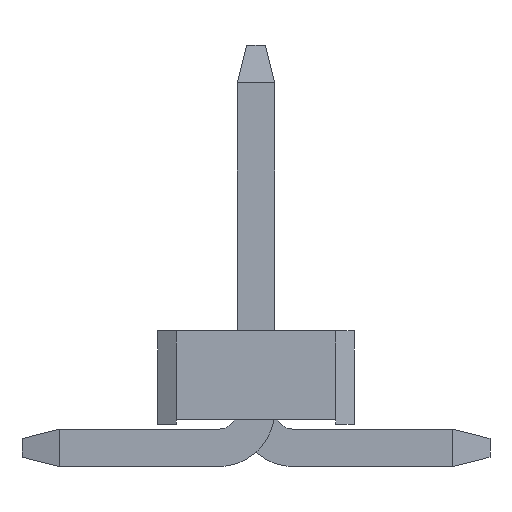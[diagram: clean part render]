
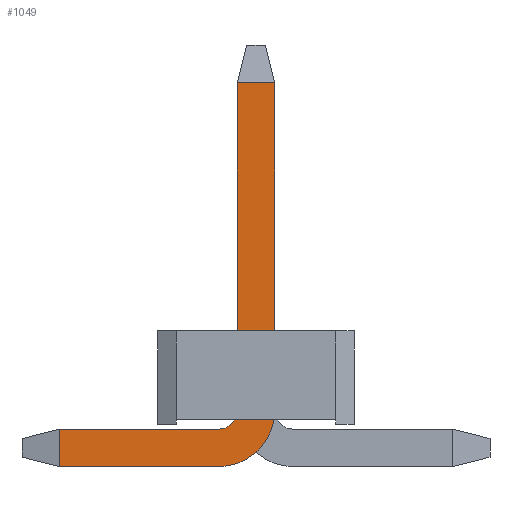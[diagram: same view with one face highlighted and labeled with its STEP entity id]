
A CAD part, front view. The second image highlights one B-rep face of the part: STEP entity #1049.
In plain terms, the highlighted planar face has unit normal (0, -1, 0).
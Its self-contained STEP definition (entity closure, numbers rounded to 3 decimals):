
#797 = EDGE_CURVE('',#798,#800,#802,.T.);
#798 = VERTEX_POINT('',#799);
#799 = CARTESIAN_POINT('',(-0.4,-0.835,0.4));
#800 = VERTEX_POINT('',#801);
#801 = CARTESIAN_POINT('',(-2.1,-0.835,0.4));
#802 = LINE('',#803,#804);
#803 = CARTESIAN_POINT('',(-0.4,-0.835,0.4));
#804 = VECTOR('',#805,1.);
#805 = DIRECTION('',(-1.,0.,0.));
#830 = VERTEX_POINT('',#831);
#831 = CARTESIAN_POINT('',(-0.4,-0.835,0.));
#837 = EDGE_CURVE('',#838,#830,#840,.T.);
#838 = VERTEX_POINT('',#839);
#839 = CARTESIAN_POINT('',(-2.1,-0.835,0.));
#840 = LINE('',#841,#842);
#841 = CARTESIAN_POINT('',(-2.5,-0.835,0.));
#842 = VECTOR('',#843,1.);
#843 = DIRECTION('',(1.,0.,0.));
#862 = VERTEX_POINT('',#863);
#863 = CARTESIAN_POINT('',(-0.2,-0.835,0.6));
#869 = EDGE_CURVE('',#798,#862,#870,.T.);
#870 = CIRCLE('',#871,0.2);
#871 = AXIS2_PLACEMENT_3D('',#872,#873,#874);
#872 = CARTESIAN_POINT('',(-0.4,-0.835,0.6));
#873 = DIRECTION('',(0.,-1.,0.));
#874 = DIRECTION('',(1.,0.,0.));
#887 = VERTEX_POINT('',#888);
#888 = CARTESIAN_POINT('',(0.2,-0.835,0.6));
#894 = EDGE_CURVE('',#830,#887,#895,.T.);
#895 = CIRCLE('',#896,0.6);
#896 = AXIS2_PLACEMENT_3D('',#897,#898,#899);
#897 = CARTESIAN_POINT('',(-0.4,-0.835,0.6));
#898 = DIRECTION('',(0.,-1.,0.));
#899 = DIRECTION('',(1.,0.,0.));
#909 = EDGE_CURVE('',#910,#862,#912,.T.);
#910 = VERTEX_POINT('',#911);
#911 = CARTESIAN_POINT('',(-0.2,-0.835,4.1));
#912 = LINE('',#913,#914);
#913 = CARTESIAN_POINT('',(-0.2,-0.835,4.5));
#914 = VECTOR('',#915,1.);
#915 = DIRECTION('',(0.,0.,-1.));
#934 = VERTEX_POINT('',#935);
#935 = CARTESIAN_POINT('',(0.2,-0.835,4.1));
#941 = EDGE_CURVE('',#887,#934,#942,.T.);
#942 = LINE('',#943,#944);
#943 = CARTESIAN_POINT('',(0.2,-0.835,0.6));
#944 = VECTOR('',#945,1.);
#945 = DIRECTION('',(0.,0.,1.));
#1049 = ADVANCED_FACE('',(#1050),#1070,.F.);
#1050 = FACE_BOUND('',#1051,.F.);
#1051 = EDGE_LOOP('',(#1052,#1053,#1059,#1060,#1061,#1062,#1068,#1069));
#1052 = ORIENTED_EDGE('',*,*,#837,.F.);
#1053 = ORIENTED_EDGE('',*,*,#1054,.F.);
#1054 = EDGE_CURVE('',#800,#838,#1055,.T.);
#1055 = LINE('',#1056,#1057);
#1056 = CARTESIAN_POINT('',(-2.1,-0.835,0.3));
#1057 = VECTOR('',#1058,1.);
#1058 = DIRECTION('',(0.,0.,-1.));
#1059 = ORIENTED_EDGE('',*,*,#797,.F.);
#1060 = ORIENTED_EDGE('',*,*,#869,.T.);
#1061 = ORIENTED_EDGE('',*,*,#909,.F.);
#1062 = ORIENTED_EDGE('',*,*,#1063,.F.);
#1063 = EDGE_CURVE('',#934,#910,#1064,.T.);
#1064 = LINE('',#1065,#1066);
#1065 = CARTESIAN_POINT('',(0.2,-0.835,4.1));
#1066 = VECTOR('',#1067,1.);
#1067 = DIRECTION('',(-1.,0.,0.));
#1068 = ORIENTED_EDGE('',*,*,#941,.F.);
#1069 = ORIENTED_EDGE('',*,*,#894,.F.);
#1070 = PLANE('',#1071);
#1071 = AXIS2_PLACEMENT_3D('',#1072,#1073,#1074);
#1072 = CARTESIAN_POINT('',(-0.513,-0.835,1.636));
#1073 = DIRECTION('',(0.,1.,0.));
#1074 = DIRECTION('',(0.,0.,1.));
